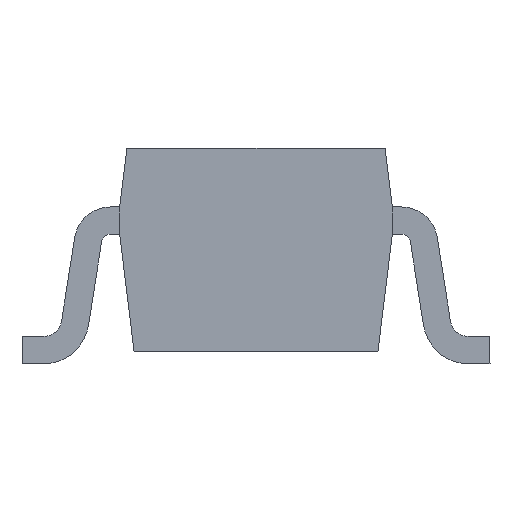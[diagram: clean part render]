
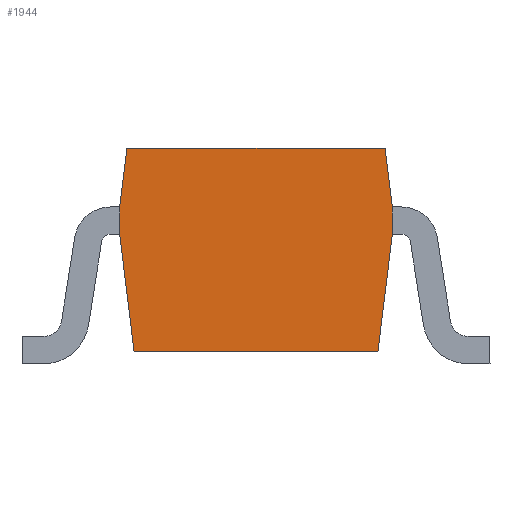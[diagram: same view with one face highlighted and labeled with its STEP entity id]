
A CAD part, front view. The second image highlights one B-rep face of the part: STEP entity #1944.
In plain terms, the highlighted planar face has unit normal (0, -1, 0).
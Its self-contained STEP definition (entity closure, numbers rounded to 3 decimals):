
#140=FACE_OUTER_BOUND('',#224,.T.);
#224=EDGE_LOOP('',(#1719,#1720,#1721,#1722,#1723,#1724,#1725,#1726));
#329=LINE('',#2816,#519);
#351=LINE('',#2992,#541);
#361=LINE('',#3012,#551);
#413=LINE('',#3146,#603);
#476=LINE('',#3306,#666);
#478=LINE('',#3310,#668);
#479=LINE('',#3311,#669);
#480=LINE('',#3312,#670);
#519=VECTOR('',#2117,10.);
#541=VECTOR('',#2149,10.);
#551=VECTOR('',#2165,10.);
#603=VECTOR('',#2303,10.);
#666=VECTOR('',#2456,10.);
#668=VECTOR('',#2460,10.);
#669=VECTOR('',#2461,10.);
#670=VECTOR('',#2462,10.);
#750=VERTEX_POINT('',#2809);
#753=VERTEX_POINT('',#2814);
#796=VERTEX_POINT('',#2989);
#797=VERTEX_POINT('',#2991);
#804=VERTEX_POINT('',#3010);
#894=VERTEX_POINT('',#3303);
#895=VERTEX_POINT('',#3305);
#896=VERTEX_POINT('',#3309);
#976=EDGE_CURVE('',#750,#753,#329,.T.);
#1019=EDGE_CURVE('',#797,#796,#351,.T.);
#1029=EDGE_CURVE('',#753,#804,#361,.T.);
#1097=EDGE_CURVE('',#804,#797,#413,.T.);
#1176=EDGE_CURVE('',#895,#894,#476,.T.);
#1178=EDGE_CURVE('',#796,#896,#478,.T.);
#1179=EDGE_CURVE('',#896,#895,#479,.T.);
#1180=EDGE_CURVE('',#894,#750,#480,.T.);
#1719=ORIENTED_EDGE('',*,*,#1097,.T.);
#1720=ORIENTED_EDGE('',*,*,#1019,.T.);
#1721=ORIENTED_EDGE('',*,*,#1178,.T.);
#1722=ORIENTED_EDGE('',*,*,#1179,.T.);
#1723=ORIENTED_EDGE('',*,*,#1176,.T.);
#1724=ORIENTED_EDGE('',*,*,#1180,.T.);
#1725=ORIENTED_EDGE('',*,*,#976,.T.);
#1726=ORIENTED_EDGE('',*,*,#1029,.T.);
#1812=PLANE('',#2065);
#1944=ADVANCED_FACE('',(#140),#1812,.T.);
#2065=AXIS2_PLACEMENT_3D('',#3308,#2458,#2459);
#2117=DIRECTION('',(-1.,0.,0.));
#2149=DIRECTION('',(0.122,0.,-0.993));
#2165=DIRECTION('',(-0.122,0.,-0.993));
#2303=DIRECTION('',(0.,0.,-1.));
#2456=DIRECTION('',(0.,0.,1.));
#2458=DIRECTION('center_axis',(0.,-1.,0.));
#2459=DIRECTION('ref_axis',(0.,0.,-1.));
#2460=DIRECTION('',(1.,0.,0.));
#2461=DIRECTION('',(0.122,0.,0.993));
#2462=DIRECTION('',(-0.122,0.,0.993));
#2809=CARTESIAN_POINT('',(0.568,-1.025,0.318));
#2814=CARTESIAN_POINT('',(-0.568,-1.025,0.318));
#2816=CARTESIAN_POINT('',(-0.568,-1.025,0.318));
#2989=CARTESIAN_POINT('',(-0.537,-1.025,-0.576));
#2991=CARTESIAN_POINT('',(-0.6,-1.025,-0.06));
#2992=CARTESIAN_POINT('',(-0.6,-1.025,-0.06));
#3010=CARTESIAN_POINT('',(-0.6,-1.025,0.06));
#3012=CARTESIAN_POINT('',(-0.6,-1.025,0.06));
#3146=CARTESIAN_POINT('',(-0.6,-1.025,-0.06));
#3303=CARTESIAN_POINT('',(0.6,-1.025,0.06));
#3305=CARTESIAN_POINT('',(0.6,-1.025,-0.06));
#3306=CARTESIAN_POINT('',(0.6,-1.025,0.06));
#3308=CARTESIAN_POINT('Origin',(0.,-1.025,-0.129));
#3309=CARTESIAN_POINT('',(0.537,-1.025,-0.576));
#3310=CARTESIAN_POINT('',(-0.537,-1.025,-0.576));
#3311=CARTESIAN_POINT('',(0.6,-1.025,-0.06));
#3312=CARTESIAN_POINT('',(0.6,-1.025,0.06));
